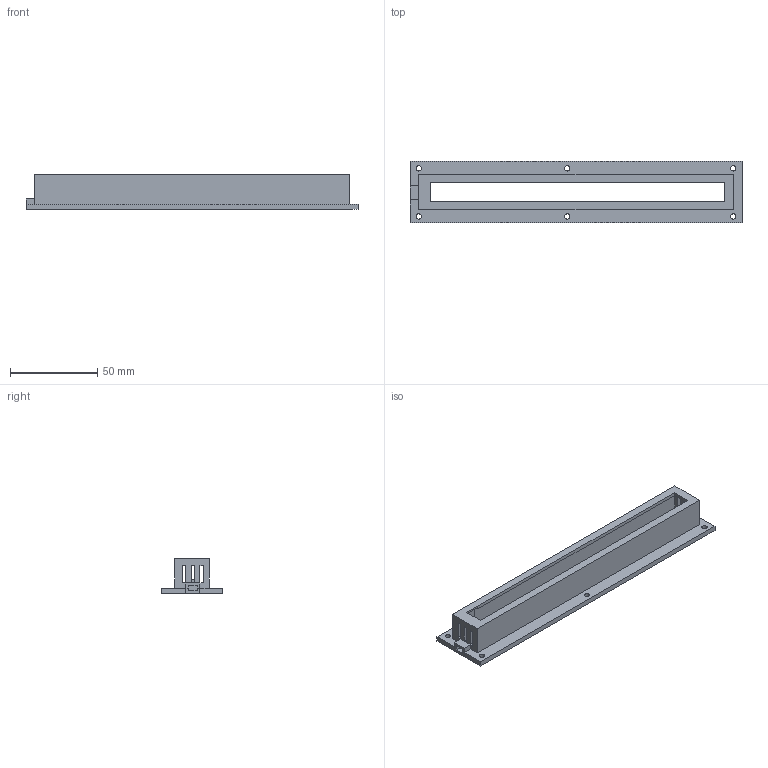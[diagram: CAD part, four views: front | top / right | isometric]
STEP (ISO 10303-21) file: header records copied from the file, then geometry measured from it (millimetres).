
FILE_DESCRIPTION(('FreeCAD Model'),'2;1');
FILE_NAME( 'led_holder_print.step', '2016-01-10T21:14:09',('Author'),(''), 'Open CASCADE STEP processor 6.8','FreeCAD','Unknown');
FILE_SCHEMA(('AUTOMOTIVE_DESIGN_CC2 { 1 2 10303 214 -1 1 5 4 }'));
Length unit declared in the file: millimetre
Products named in the file (1): Cut015
Bounding box: 190 x 35 x 20 mm (x, y, z)
Volume: 26296.8 mm3; surface area: 25646.8 mm2
Topology: 1 solids, 1 shells, 76 faces, 220 edges, 138 vertices
Faces by surface type: plane 70, cylinder 6
Full cylindrical faces by diameter (mm): 3 x6
Entity records: 5215 total; most frequent: CARTESIAN_POINT 1029, DIRECTION 672, LINE 482, VECTOR 482, ORIENTED_EDGE 440, PCURVE 440, DEFINITIONAL_REPRESENTATION 440, EDGE_CURVE 220
